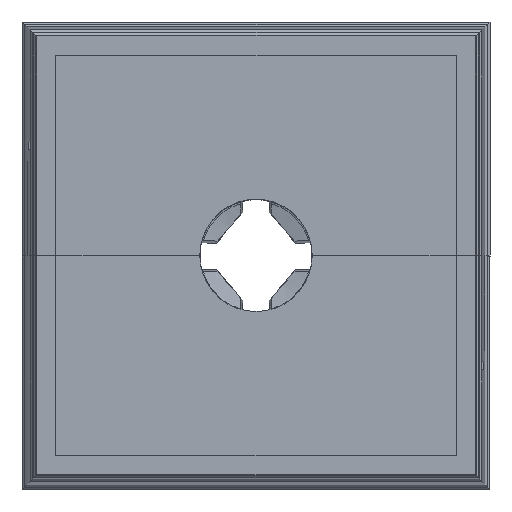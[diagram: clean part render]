
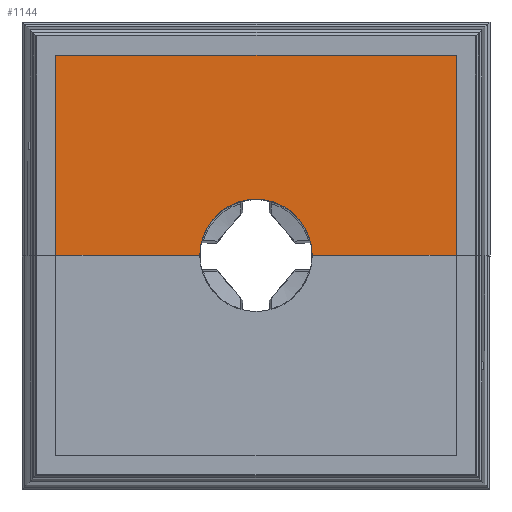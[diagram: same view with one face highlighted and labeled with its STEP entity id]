
A CAD part, top view. The second image highlights one B-rep face of the part: STEP entity #1144.
In plain terms, the highlighted planar face has unit normal (0, 0, 1).
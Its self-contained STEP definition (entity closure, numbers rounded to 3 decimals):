
#646=CIRCLE('',#5167,2.4);
#1144=ADVANCED_FACE('',(#1506),#1267,.T.);
#1267=PLANE('',#5262);
#1506=FACE_OUTER_BOUND('',#1754,.T.);
#1754=EDGE_LOOP('',(#2897,#2898,#2899,#2900,#2901,#2902));
#2897=ORIENTED_EDGE('',*,*,#4027,.F.);
#2898=ORIENTED_EDGE('',*,*,#4225,.T.);
#2899=ORIENTED_EDGE('',*,*,#4226,.T.);
#2900=ORIENTED_EDGE('',*,*,#4190,.T.);
#2901=ORIENTED_EDGE('',*,*,#4227,.T.);
#2902=ORIENTED_EDGE('',*,*,#4228,.T.);
#3433=VERTEX_POINT('',#8136);
#3434=VERTEX_POINT('',#8138);
#3549=VERTEX_POINT('',#8497);
#3550=VERTEX_POINT('',#8499);
#3569=VERTEX_POINT('',#8566);
#3570=VERTEX_POINT('',#8569);
#4027=EDGE_CURVE('',#3433,#3434,#646,.T.);
#4190=EDGE_CURVE('',#3550,#3549,#4519,.T.);
#4225=EDGE_CURVE('',#3433,#3569,#4554,.T.);
#4226=EDGE_CURVE('',#3569,#3550,#4555,.T.);
#4227=EDGE_CURVE('',#3549,#3570,#4556,.T.);
#4228=EDGE_CURVE('',#3570,#3434,#4557,.T.);
#4519=LINE('',#8498,#4876);
#4554=LINE('',#8565,#4911);
#4555=LINE('',#8567,#4912);
#4556=LINE('',#8568,#4913);
#4557=LINE('',#8570,#4914);
#4876=VECTOR('',#6201,1.);
#4911=VECTOR('',#6262,1.);
#4912=VECTOR('',#6263,1.);
#4913=VECTOR('',#6264,1.);
#4914=VECTOR('',#6265,1.);
#5167=AXIS2_PLACEMENT_3D('',#8137,#5914,#5915);
#5262=AXIS2_PLACEMENT_3D('',#8571,#6266,#6267);
#5914=DIRECTION('',(0.,0.,1.));
#5915=DIRECTION('',(0.,-1.,0.));
#6201=DIRECTION('',(1.,0.,0.));
#6262=DIRECTION('',(-1.,0.,0.));
#6263=DIRECTION('',(0.,-1.,0.));
#6264=DIRECTION('',(0.,1.,0.));
#6265=DIRECTION('',(-1.,0.,0.));
#6266=DIRECTION('',(0.,0.,1.));
#6267=DIRECTION('',(-1.,0.,0.));
#8136=CARTESIAN_POINT('',(-2.4,0.,17.7));
#8137=CARTESIAN_POINT('',(0.,0.,17.7));
#8138=CARTESIAN_POINT('',(2.4,0.,17.7));
#8497=CARTESIAN_POINT('',(8.55,-8.55,17.7));
#8498=CARTESIAN_POINT('',(-8.55,-8.55,17.7));
#8499=CARTESIAN_POINT('',(-8.55,-8.55,17.7));
#8565=CARTESIAN_POINT('',(0.,0.,17.7));
#8566=CARTESIAN_POINT('',(-8.55,0.,17.7));
#8567=CARTESIAN_POINT('',(-8.55,8.55,17.7));
#8568=CARTESIAN_POINT('',(8.55,-8.55,17.7));
#8569=CARTESIAN_POINT('',(8.55,0.,17.7));
#8570=CARTESIAN_POINT('',(0.,0.,17.7));
#8571=CARTESIAN_POINT('',(0.,0.,17.7));
